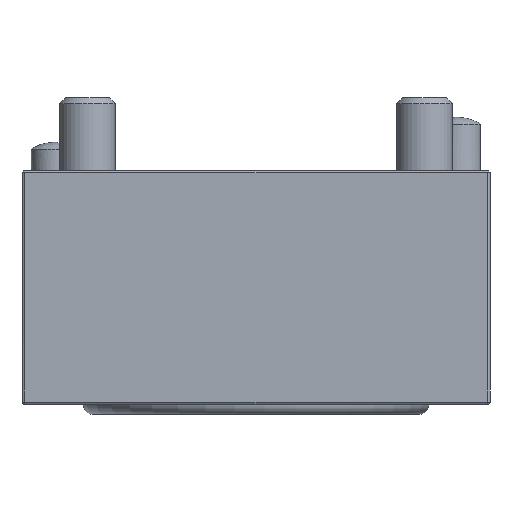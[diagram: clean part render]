
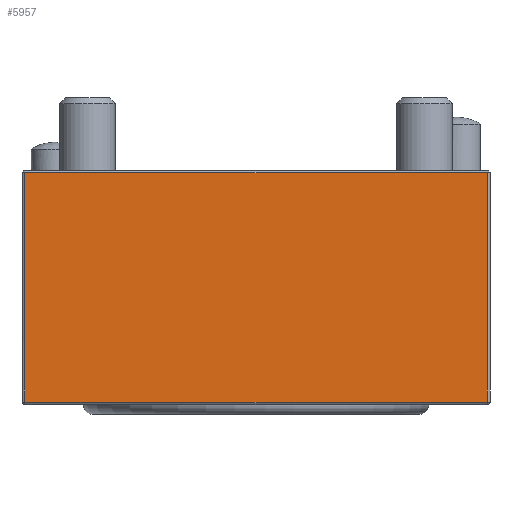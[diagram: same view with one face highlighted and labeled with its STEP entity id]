
A CAD part, front view. The second image highlights one B-rep face of the part: STEP entity #5957.
In plain terms, the highlighted planar face has unit normal (0, -1, 0).
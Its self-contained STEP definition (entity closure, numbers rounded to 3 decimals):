
#141=LINE('',#8292,#409);
#143=LINE('',#8304,#411);
#144=LINE('',#8307,#412);
#145=LINE('',#8308,#413);
#409=VECTOR('',#6881,1000.);
#411=VECTOR('',#6887,1000.);
#412=VECTOR('',#6888,1000.);
#413=VECTOR('',#6889,1000.);
#708=PLANE('',#6290);
#947=ORIENTED_EDGE('',*,*,#2034,.F.);
#948=ORIENTED_EDGE('',*,*,#2035,.T.);
#949=ORIENTED_EDGE('',*,*,#2030,.F.);
#950=ORIENTED_EDGE('',*,*,#2036,.T.);
#2030=EDGE_CURVE('',#2578,#2579,#141,.F.);
#2034=EDGE_CURVE('',#2582,#2583,#143,.T.);
#2035=EDGE_CURVE('',#2582,#2579,#144,.T.);
#2036=EDGE_CURVE('',#2578,#2583,#145,.T.);
#2578=VERTEX_POINT('',#8293);
#2579=VERTEX_POINT('',#8294);
#2582=VERTEX_POINT('',#8305);
#2583=VERTEX_POINT('',#8306);
#3151=EDGE_LOOP('',(#947,#948,#949,#950));
#3551=FACE_BOUND('',#3151,.T.);
#5957=ADVANCED_FACE('',(#3551),#708,.T.);
#6290=AXIS2_PLACEMENT_3D('',#8303,#6885,#6886);
#6881=DIRECTION('',(0.,0.,-1.));
#6885=DIRECTION('',(0.,-1.,0.));
#6886=DIRECTION('',(0.,0.,-1.));
#6887=DIRECTION('',(0.,0.,-1.));
#6888=DIRECTION('',(-1.,0.,0.));
#6889=DIRECTION('',(1.,0.,0.));
#8292=CARTESIAN_POINT('',(-24.7,-25.,0.));
#8293=CARTESIAN_POINT('',(-24.7,-25.,-7.));
#8294=CARTESIAN_POINT('',(-24.7,-25.,17.5));
#8303=CARTESIAN_POINT('',(25.,-25.,0.));
#8304=CARTESIAN_POINT('',(24.7,-25.,0.));
#8305=CARTESIAN_POINT('',(24.7,-25.,17.5));
#8306=CARTESIAN_POINT('',(24.7,-25.,-7.));
#8307=CARTESIAN_POINT('',(25.,-25.,17.5));
#8308=CARTESIAN_POINT('',(24.8,-25.,-7.));
